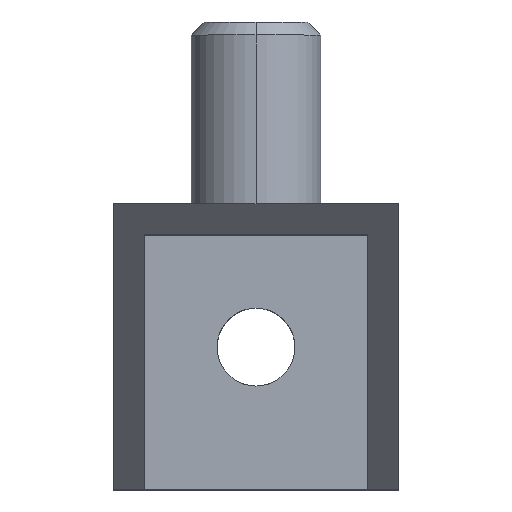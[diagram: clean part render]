
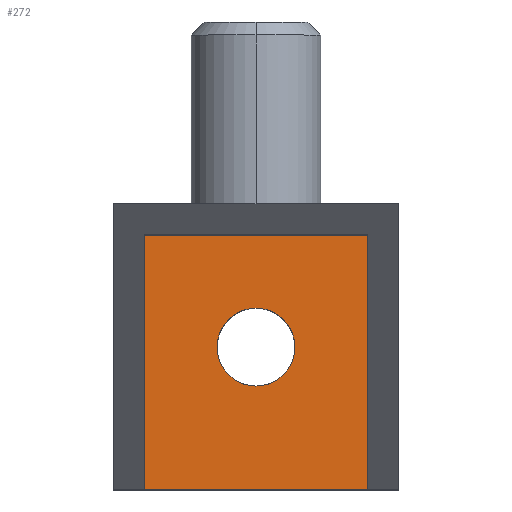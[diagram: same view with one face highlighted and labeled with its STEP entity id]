
A CAD part, top view. The second image highlights one B-rep face of the part: STEP entity #272.
In plain terms, the highlighted planar face has unit normal (0, 0, 1).
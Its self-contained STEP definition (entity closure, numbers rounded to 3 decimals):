
#2 = EDGE_CURVE ( 'NONE', #360, #689, #746, .T. ) ;
#11 = FACE_BOUND ( 'NONE', #726, .T. ) ;
#13 = EDGE_CURVE ( 'NONE', #689, #290, #30, .T. ) ;
#18 = VERTEX_POINT ( 'NONE', #159 ) ;
#30 = LINE ( 'NONE', #754, #570 ) ;
#32 = AXIS2_PLACEMENT_3D ( 'NONE', #329, #593, #213 ) ;
#42 = CARTESIAN_POINT ( 'NONE',  ( 4.3, -1.2, 1.2 ) ) ;
#59 = LINE ( 'NONE', #582, #164 ) ;
#69 = ORIENTED_EDGE ( 'NONE', *, *, #701, .F. ) ;
#105 = CARTESIAN_POINT ( 'NONE',  ( -4.3, -11., 1.2 ) ) ;
#159 = CARTESIAN_POINT ( 'NONE',  ( -1.5, -5.5, 1.2 ) ) ;
#161 = AXIS2_PLACEMENT_3D ( 'NONE', #491, #242, #238 ) ;
#164 = VECTOR ( 'NONE', #805, 1000. ) ;
#169 = EDGE_CURVE ( 'NONE', #749, #290, #371, .T. ) ;
#198 = EDGE_CURVE ( 'NONE', #360, #749, #59, .T. ) ;
#213 = DIRECTION ( 'NONE',  ( 1., 0., 0. ) ) ;
#223 = CIRCLE ( 'NONE', #764, 1.5 ) ;
#238 = DIRECTION ( 'NONE',  ( 1., 0., 0. ) ) ;
#242 = DIRECTION ( 'NONE',  ( 0., 0., 1. ) ) ;
#256 = ORIENTED_EDGE ( 'NONE', *, *, #456, .F. ) ;
#260 = ORIENTED_EDGE ( 'NONE', *, *, #198, .T. ) ;
#272 = ADVANCED_FACE ( 'NONE', ( #11, #465 ), #542, .T. ) ;
#276 = ORIENTED_EDGE ( 'NONE', *, *, #2, .F. ) ;
#290 = VERTEX_POINT ( 'NONE', #469 ) ;
#294 = DIRECTION ( 'NONE',  ( 0., 1., 0. ) ) ;
#329 = CARTESIAN_POINT ( 'NONE',  ( 5.5, -11., 1.2 ) ) ;
#360 = VERTEX_POINT ( 'NONE', #605 ) ;
#371 = LINE ( 'NONE', #829, #395 ) ;
#395 = VECTOR ( 'NONE', #635, 1000. ) ;
#418 = ORIENTED_EDGE ( 'NONE', *, *, #13, .F. ) ;
#421 = CARTESIAN_POINT ( 'NONE',  ( 5.5, -11., 1.2 ) ) ;
#444 = DIRECTION ( 'NONE',  ( 1., 0., 0. ) ) ;
#456 = EDGE_CURVE ( 'NONE', #792, #18, #223, .T. ) ;
#461 = VECTOR ( 'NONE', #685, 1000. ) ;
#465 = FACE_OUTER_BOUND ( 'NONE', #694, .T. ) ;
#469 = CARTESIAN_POINT ( 'NONE',  ( -4.3, -1.2, 1.2 ) ) ;
#474 = ORIENTED_EDGE ( 'NONE', *, *, #169, .T. ) ;
#487 = CIRCLE ( 'NONE', #161, 1.5 ) ;
#491 = CARTESIAN_POINT ( 'NONE',  ( 0., -5.5, 1.2 ) ) ;
#542 = PLANE ( 'NONE',  #32 ) ;
#570 = VECTOR ( 'NONE', #294, 1000. ) ;
#582 = CARTESIAN_POINT ( 'NONE',  ( 4.3, -11., 1.2 ) ) ;
#593 = DIRECTION ( 'NONE',  ( 0., 0., 1. ) ) ;
#605 = CARTESIAN_POINT ( 'NONE',  ( 4.3, -11., 1.2 ) ) ;
#630 = CARTESIAN_POINT ( 'NONE',  ( 0., -5.5, 1.2 ) ) ;
#635 = DIRECTION ( 'NONE',  ( -1., 0., 0. ) ) ;
#649 = CARTESIAN_POINT ( 'NONE',  ( 1.5, -5.5, 1.2 ) ) ;
#685 = DIRECTION ( 'NONE',  ( -1., 0., 0. ) ) ;
#689 = VERTEX_POINT ( 'NONE', #105 ) ;
#694 = EDGE_LOOP ( 'NONE', ( #418, #276, #260, #474 ) ) ;
#701 = EDGE_CURVE ( 'NONE', #18, #792, #487, .T. ) ;
#726 = EDGE_LOOP ( 'NONE', ( #256, #69 ) ) ;
#746 = LINE ( 'NONE', #421, #461 ) ;
#749 = VERTEX_POINT ( 'NONE', #42 ) ;
#754 = CARTESIAN_POINT ( 'NONE',  ( -4.3, -11., 1.2 ) ) ;
#764 = AXIS2_PLACEMENT_3D ( 'NONE', #630, #830, #444 ) ;
#792 = VERTEX_POINT ( 'NONE', #649 ) ;
#805 = DIRECTION ( 'NONE',  ( 0., 1., 0. ) ) ;
#829 = CARTESIAN_POINT ( 'NONE',  ( 5.5, -1.2, 1.2 ) ) ;
#830 = DIRECTION ( 'NONE',  ( 0., 0., 1. ) ) ;
